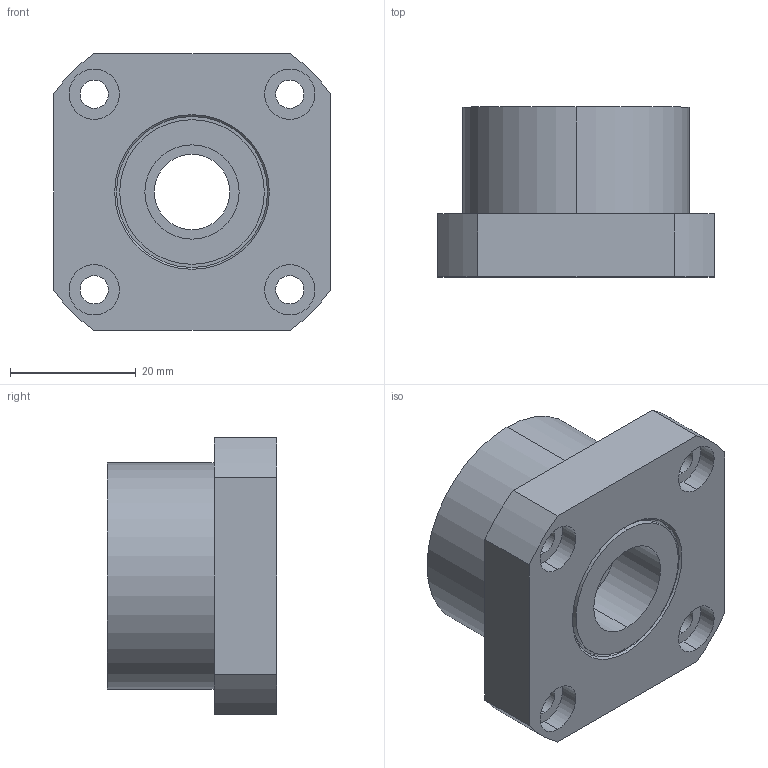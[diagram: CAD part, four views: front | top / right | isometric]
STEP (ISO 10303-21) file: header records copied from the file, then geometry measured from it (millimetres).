
FILE_DESCRIPTION (( 'STEP AP214' ), '1' );
FILE_NAME ('B615 Îïîðà õîäîâîãî âèíòà FK-12.STEP', '2026-02-17T18:23:37', ( '' ), ( '' ), 'SwSTEP 2.0', 'SolidWorks 2026', '' );
FILE_SCHEMA (( 'AUTOMOTIVE_DESIGN' ));
Length unit declared in the file: millimetre
Products named in the file (1): B615 Опора ходового винта FK-12
Bounding box: 44 x 27 x 44 mm (x, y, z)
Volume: 30773.5 mm3; surface area: 8895.4 mm2
Topology: 1 solids, 1 shells, 52 faces, 118 edges, 78 vertices
Faces by surface type: cylinder 32, plane 16, cone 4
Entity records: 1539 total; most frequent: DIRECTION 294, CARTESIAN_POINT 249, ORIENTED_EDGE 236, AXIS2_PLACEMENT_3D 123, EDGE_CURVE 118, VERTEX_POINT 78, EDGE_LOOP 72, CIRCLE 70
